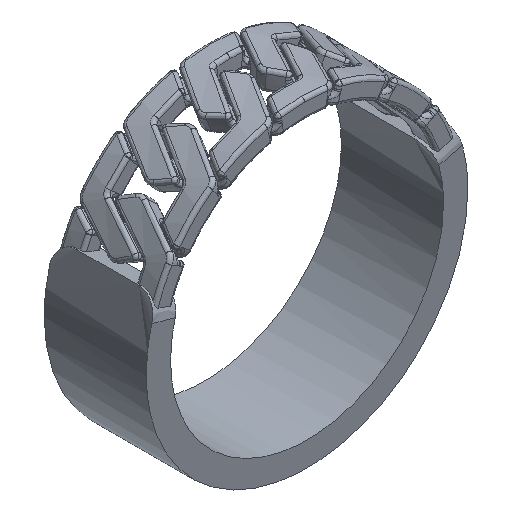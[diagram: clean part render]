
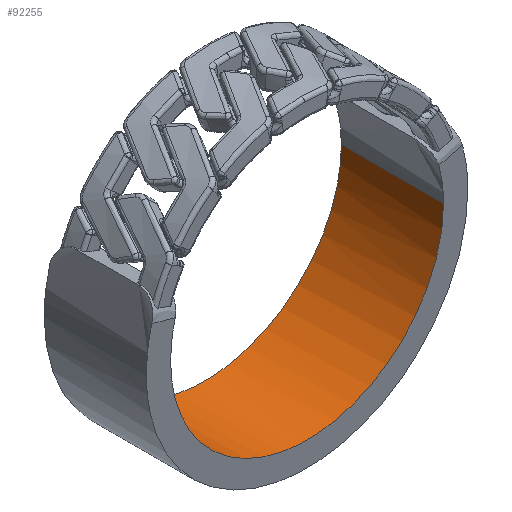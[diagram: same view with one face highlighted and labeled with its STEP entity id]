
A CAD part, isometric view. The second image highlights one B-rep face of the part: STEP entity #92255.
In plain terms, the highlighted free-form (B-spline) face has degree [2, 1] with [5, 2] control points.
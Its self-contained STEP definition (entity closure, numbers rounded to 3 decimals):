
#92229 = VERTEX_POINT('',#92230);
#92230 = CARTESIAN_POINT('',(-29.684,4.867,
    -14.159));
#92236 = EDGE_CURVE('',#92237,#92229,#92239,.T.);
#92237 = VERTEX_POINT('',#92238);
#92238 = CARTESIAN_POINT('',(-29.684,-4.867,
    -14.159));
#92239 = B_SPLINE_CURVE_WITH_KNOTS('',1,(#92240,#92241),.UNSPECIFIED.,
  .F.,.F.,(2,2),(0.,10.5),
  .PIECEWISE_BEZIER_KNOTS.);
#92240 = CARTESIAN_POINT('',(-29.684,-4.867,
    -14.159));
#92241 = CARTESIAN_POINT('',(-29.684,4.867,
    -14.159));
#92255 = ADVANCED_FACE('',(#92256),#92284,.F.);
#92256 = FACE_BOUND('',#92257,.F.);
#92257 = EDGE_LOOP('',(#92258,#92268,#92275,#92283));
#92258 = ORIENTED_EDGE('',*,*,#92259,.T.);
#92259 = EDGE_CURVE('',#92229,#92260,#92262,.T.);
#92260 = VERTEX_POINT('',#92261);
#92261 = CARTESIAN_POINT('',(-3.684,4.867,
    -14.159));
#92262 = ( BOUNDED_CURVE() B_SPLINE_CURVE(2,(#92263,#92264,#92265,#92266
,#92267),.UNSPECIFIED.,.F.,.F.) B_SPLINE_CURVE_WITH_KNOTS((3,2,3),(
    1.571,3.142,4.712),
.PIECEWISE_BEZIER_KNOTS.) CURVE() GEOMETRIC_REPRESENTATION_ITEM() 
RATIONAL_B_SPLINE_CURVE((1.,0.707,1.,0.707,1.)) 
REPRESENTATION_ITEM('') );
#92263 = CARTESIAN_POINT('',(-29.684,4.867,
    -14.159));
#92264 = CARTESIAN_POINT('',(-29.684,4.867,
    -27.16));
#92265 = CARTESIAN_POINT('',(-16.684,4.867,
    -27.16));
#92266 = CARTESIAN_POINT('',(-3.684,4.867,
    -27.16));
#92267 = CARTESIAN_POINT('',(-3.684,4.867,
    -14.159));
#92268 = ORIENTED_EDGE('',*,*,#92269,.F.);
#92269 = EDGE_CURVE('',#92270,#92260,#92272,.T.);
#92270 = VERTEX_POINT('',#92271);
#92271 = CARTESIAN_POINT('',(-3.684,-4.867,
    -14.159));
#92272 = B_SPLINE_CURVE_WITH_KNOTS('',1,(#92273,#92274),.UNSPECIFIED.,
  .F.,.F.,(2,2),(0.,10.5),
  .PIECEWISE_BEZIER_KNOTS.);
#92273 = CARTESIAN_POINT('',(-3.684,-4.867,
    -14.159));
#92274 = CARTESIAN_POINT('',(-3.684,4.867,
    -14.159));
#92275 = ORIENTED_EDGE('',*,*,#92276,.T.);
#92276 = EDGE_CURVE('',#92270,#92237,#92277,.T.);
#92277 = ( BOUNDED_CURVE() B_SPLINE_CURVE(2,(#92278,#92279,#92280,#92281
,#92282),.UNSPECIFIED.,.F.,.F.) B_SPLINE_CURVE_WITH_KNOTS((3,2,3),(
    1.571,3.142,4.712),
.PIECEWISE_BEZIER_KNOTS.) CURVE() GEOMETRIC_REPRESENTATION_ITEM() 
RATIONAL_B_SPLINE_CURVE((1.,0.707,1.,0.707,1.)) 
REPRESENTATION_ITEM('') );
#92278 = CARTESIAN_POINT('',(-3.684,-4.867,
    -14.159));
#92279 = CARTESIAN_POINT('',(-3.684,-4.867,
    -27.16));
#92280 = CARTESIAN_POINT('',(-16.684,-4.867,
    -27.16));
#92281 = CARTESIAN_POINT('',(-29.684,-4.867,
    -27.16));
#92282 = CARTESIAN_POINT('',(-29.684,-4.867,
    -14.159));
#92283 = ORIENTED_EDGE('',*,*,#92236,.T.);
#92284 = ( BOUNDED_SURFACE() B_SPLINE_SURFACE(2,1,(
    (#92285,#92286)
    ,(#92287,#92288)
    ,(#92289,#92290)
    ,(#92291,#92292)
    ,(#92293,#92294
)),.UNSPECIFIED.,.F.,.F.,.F.) B_SPLINE_SURFACE_WITH_KNOTS((3,2,3),(2,2),
  (0.,1.571,3.142),(0.,10.5),
.PIECEWISE_BEZIER_KNOTS.) GEOMETRIC_REPRESENTATION_ITEM() 
RATIONAL_B_SPLINE_SURFACE((
    (1.,1.)
    ,(0.707,0.707)
    ,(1.,1.)
    ,(0.707,0.707)
,(1.,1.))) REPRESENTATION_ITEM('') SURFACE() );
#92285 = CARTESIAN_POINT('',(-3.684,-4.867,
    -14.159));
#92286 = CARTESIAN_POINT('',(-3.684,4.867,
    -14.159));
#92287 = CARTESIAN_POINT('',(-3.684,-4.867,
    -27.16));
#92288 = CARTESIAN_POINT('',(-3.684,4.867,
    -27.16));
#92289 = CARTESIAN_POINT('',(-16.684,-4.867,
    -27.16));
#92290 = CARTESIAN_POINT('',(-16.684,4.867,
    -27.16));
#92291 = CARTESIAN_POINT('',(-29.684,-4.867,
    -27.16));
#92292 = CARTESIAN_POINT('',(-29.684,4.867,
    -27.16));
#92293 = CARTESIAN_POINT('',(-29.684,-4.867,
    -14.159));
#92294 = CARTESIAN_POINT('',(-29.684,4.867,
    -14.159));
